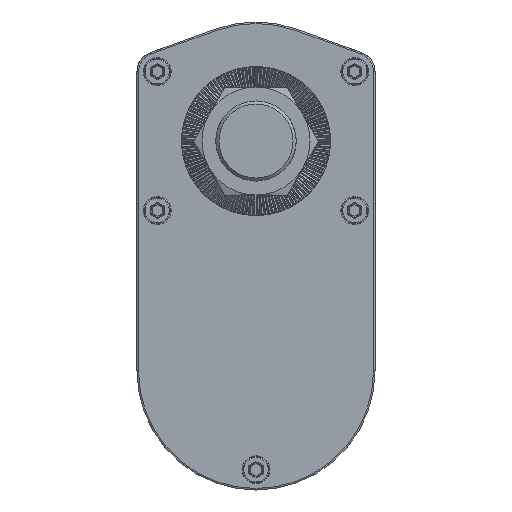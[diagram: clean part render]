
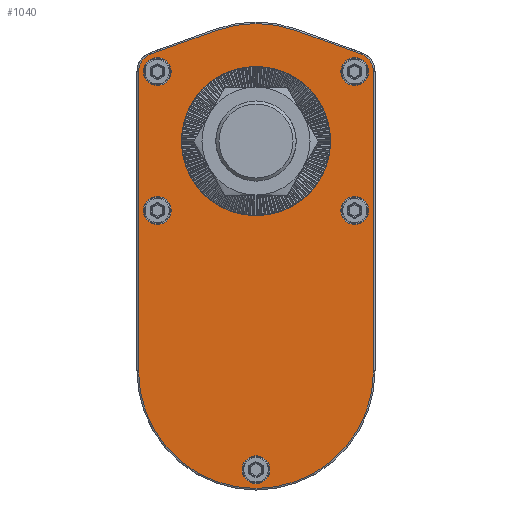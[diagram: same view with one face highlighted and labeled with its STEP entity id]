
A CAD part, front view. The second image highlights one B-rep face of the part: STEP entity #1040.
In plain terms, the highlighted planar face has unit normal (0, -1, 0).
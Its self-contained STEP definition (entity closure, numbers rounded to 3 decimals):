
#1040 = ADVANCED_FACE( '', ( #2895, #2896, #2897, #2898, #2899, #2900, #2901 ), #2902, .T. );
#2895 = FACE_BOUND( '', #5789, .T. );
#2896 = FACE_BOUND( '', #5790, .T. );
#2897 = FACE_BOUND( '', #5791, .T. );
#2898 = FACE_BOUND( '', #5792, .T. );
#2899 = FACE_BOUND( '', #5793, .T. );
#2900 = FACE_OUTER_BOUND( '', #5794, .T. );
#2901 = FACE_BOUND( '', #5795, .T. );
#2902 = PLANE( '', #5796 );
#5789 = EDGE_LOOP( '', ( #14400 ) );
#5790 = EDGE_LOOP( '', ( #14401 ) );
#5791 = EDGE_LOOP( '', ( #14402 ) );
#5792 = EDGE_LOOP( '', ( #14403 ) );
#5793 = EDGE_LOOP( '', ( #14404 ) );
#5794 = EDGE_LOOP( '', ( #14405, #14406, #14407, #14408, #14409, #14410, #14411, #14412 ) );
#5795 = EDGE_LOOP( '', ( #14413 ) );
#5796 = AXIS2_PLACEMENT_3D( '', #14414, #14415, #14416 );
#14400 = ORIENTED_EDGE( '', *, *, #21684, .T. );
#14401 = ORIENTED_EDGE( '', *, *, #21926, .T. );
#14402 = ORIENTED_EDGE( '', *, *, #21927, .T. );
#14403 = ORIENTED_EDGE( '', *, *, #21928, .T. );
#14404 = ORIENTED_EDGE( '', *, *, #21929, .T. );
#14405 = ORIENTED_EDGE( '', *, *, #21861, .T. );
#14406 = ORIENTED_EDGE( '', *, *, #21930, .T. );
#14407 = ORIENTED_EDGE( '', *, *, #21931, .T. );
#14408 = ORIENTED_EDGE( '', *, *, #21932, .T. );
#14409 = ORIENTED_EDGE( '', *, *, #21933, .T. );
#14410 = ORIENTED_EDGE( '', *, *, #21934, .T. );
#14411 = ORIENTED_EDGE( '', *, *, #21935, .T. );
#14412 = ORIENTED_EDGE( '', *, *, #21936, .T. );
#14413 = ORIENTED_EDGE( '', *, *, #21937, .F. );
#14414 = CARTESIAN_POINT( '', ( 0., 24.5, -74.5 ) );
#14415 = DIRECTION( '', ( 0., -1., 0. ) );
#14416 = DIRECTION( '', ( 0., 0., -1. ) );
#21684 = EDGE_CURVE( '', #24733, #24733, #24734, .T. );
#21861 = EDGE_CURVE( '', #25044, #25049, #25051, .T. );
#21926 = EDGE_CURVE( '', #25165, #25165, #25166, .T. );
#21927 = EDGE_CURVE( '', #25167, #25167, #25168, .T. );
#21928 = EDGE_CURVE( '', #25169, #25169, #25170, .T. );
#21929 = EDGE_CURVE( '', #25171, #25171, #25172, .T. );
#21930 = EDGE_CURVE( '', #25049, #25173, #25174, .T. );
#21931 = EDGE_CURVE( '', #25173, #25175, #25176, .T. );
#21932 = EDGE_CURVE( '', #25175, #25177, #25178, .T. );
#21933 = EDGE_CURVE( '', #25177, #25179, #25180, .T. );
#21934 = EDGE_CURVE( '', #25179, #25181, #25182, .T. );
#21935 = EDGE_CURVE( '', #25181, #25183, #25184, .T. );
#21936 = EDGE_CURVE( '', #25183, #25044, #25185, .T. );
#21937 = EDGE_CURVE( '', #25186, #25186, #25187, .T. );
#24733 = VERTEX_POINT( '', #29143 );
#24734 = CIRCLE( '', #29144, 4.5 );
#25044 = VERTEX_POINT( '', #29611 );
#25049 = VERTEX_POINT( '', #29616 );
#25051 = CIRCLE( '', #29618, 6.08 );
#25165 = VERTEX_POINT( '', #30104 );
#25166 = CIRCLE( '', #30105, 4.5 );
#25167 = VERTEX_POINT( '', #30106 );
#25168 = CIRCLE( '', #30107, 4.5 );
#25169 = VERTEX_POINT( '', #30108 );
#25170 = CIRCLE( '', #30109, 4.5 );
#25171 = VERTEX_POINT( '', #30110 );
#25172 = CIRCLE( '', #30111, 4.5 );
#25173 = VERTEX_POINT( '', #30112 );
#25174 = LINE( '', #30113, #30114 );
#25175 = VERTEX_POINT( '', #30115 );
#25176 = CIRCLE( '', #30116, 38.08 );
#25177 = VERTEX_POINT( '', #30117 );
#25178 = LINE( '', #30118, #30119 );
#25179 = VERTEX_POINT( '', #30120 );
#25180 = CIRCLE( '', #30121, 6.08 );
#25181 = VERTEX_POINT( '', #30122 );
#25182 = LINE( '', #30123, #30124 );
#25183 = VERTEX_POINT( '', #30125 );
#25184 = CIRCLE( '', #30126, 38.08 );
#25185 = LINE( '', #30127, #30128 );
#25186 = VERTEX_POINT( '', #30129 );
#25187 = CIRCLE( '', #30130, 24.1 );
#29143 = CARTESIAN_POINT( '', ( 32., 24.5, 18. ) );
#29144 = AXIS2_PLACEMENT_3D( '', #38475, #38476, #38477 );
#29611 = CARTESIAN_POINT( '', ( 38.08, 24.5, 22.46 ) );
#29616 = CARTESIAN_POINT( '', ( 34.067, 24.5, 28.178 ) );
#29618 = AXIS2_PLACEMENT_3D( '', #38699, #38700, #38701 );
#30104 = CARTESIAN_POINT( '', ( 32., 24.5, -27. ) );
#30105 = AXIS2_PLACEMENT_3D( '', #38789, #38790, #38791 );
#30106 = CARTESIAN_POINT( '', ( -32., 24.5, -27. ) );
#30107 = AXIS2_PLACEMENT_3D( '', #38792, #38793, #38794 );
#30108 = CARTESIAN_POINT( '', ( 0., 24.5, -111. ) );
#30109 = AXIS2_PLACEMENT_3D( '', #38795, #38796, #38797 );
#30110 = CARTESIAN_POINT( '', ( -32., 24.5, 18. ) );
#30111 = AXIS2_PLACEMENT_3D( '', #38798, #38799, #38800 );
#30112 = CARTESIAN_POINT( '', ( 12.944, 24.5, 35.813 ) );
#30113 = CARTESIAN_POINT( '', ( 36.76, 24.5, 27.204 ) );
#30114 = VECTOR( '', #38801, 1000. );
#30115 = CARTESIAN_POINT( '', ( -12.944, 24.5, 35.813 ) );
#30116 = AXIS2_PLACEMENT_3D( '', #38802, #38803, #38804 );
#30117 = CARTESIAN_POINT( '', ( -34.067, 24.5, 28.178 ) );
#30118 = CARTESIAN_POINT( '', ( -36.76, 24.5, 27.204 ) );
#30119 = VECTOR( '', #38805, 1000. );
#30120 = CARTESIAN_POINT( '', ( -38.08, 24.5, 22.46 ) );
#30121 = AXIS2_PLACEMENT_3D( '', #38806, #38807, #38808 );
#30122 = CARTESIAN_POINT( '', ( -38.08, 24.5, -74.5 ) );
#30123 = CARTESIAN_POINT( '', ( -38.08, 24.5, -74.5 ) );
#30124 = VECTOR( '', #38809, 1000. );
#30125 = CARTESIAN_POINT( '', ( 38.08, 24.5, -74.5 ) );
#30126 = AXIS2_PLACEMENT_3D( '', #38810, #38811, #38812 );
#30127 = CARTESIAN_POINT( '', ( 38.08, 24.5, -74.5 ) );
#30128 = VECTOR( '', #38813, 1000. );
#30129 = CARTESIAN_POINT( '', ( 0., 24.5, -24.1 ) );
#30130 = AXIS2_PLACEMENT_3D( '', #38814, #38815, #38816 );
#38475 = CARTESIAN_POINT( '', ( 32., 24.5, 22.5 ) );
#38476 = DIRECTION( '', ( 0., 1., 0. ) );
#38477 = DIRECTION( '', ( 0., 0., -1. ) );
#38699 = CARTESIAN_POINT( '', ( 32., 24.5, 22.46 ) );
#38700 = DIRECTION( '', ( 0., -1., 0. ) );
#38701 = DIRECTION( '', ( 0., 0., -1. ) );
#38789 = CARTESIAN_POINT( '', ( 32., 24.5, -22.5 ) );
#38790 = DIRECTION( '', ( 0., 1., 0. ) );
#38791 = DIRECTION( '', ( 0., 0., -1. ) );
#38792 = CARTESIAN_POINT( '', ( -32., 24.5, -22.5 ) );
#38793 = DIRECTION( '', ( 0., 1., 0. ) );
#38794 = DIRECTION( '', ( 0., 0., -1. ) );
#38795 = CARTESIAN_POINT( '', ( 0., 24.5, -106.5 ) );
#38796 = DIRECTION( '', ( 0., 1., 0. ) );
#38797 = DIRECTION( '', ( 0., 0., -1. ) );
#38798 = CARTESIAN_POINT( '', ( -32., 24.5, 22.5 ) );
#38799 = DIRECTION( '', ( 0., 1., 0. ) );
#38800 = DIRECTION( '', ( 0., 0., -1. ) );
#38801 = DIRECTION( '', ( -0.94, 0., 0.34 ) );
#38802 = CARTESIAN_POINT( '', ( 0., 24.5, 0. ) );
#38803 = DIRECTION( '', ( 0., -1., 0. ) );
#38804 = DIRECTION( '', ( 0., 0., -1. ) );
#38805 = DIRECTION( '', ( -0.94, 0., -0.34 ) );
#38806 = CARTESIAN_POINT( '', ( -32., 24.5, 22.46 ) );
#38807 = DIRECTION( '', ( 0., -1., 0. ) );
#38808 = DIRECTION( '', ( 0., 0., -1. ) );
#38809 = DIRECTION( '', ( 0., 0., -1. ) );
#38810 = CARTESIAN_POINT( '', ( 0., 24.5, -74.5 ) );
#38811 = DIRECTION( '', ( 0., -1., 0. ) );
#38812 = DIRECTION( '', ( 0., 0., -1. ) );
#38813 = DIRECTION( '', ( 0., 0., 1. ) );
#38814 = CARTESIAN_POINT( '', ( 0., 24.5, 0. ) );
#38815 = DIRECTION( '', ( 0., -1., 0. ) );
#38816 = DIRECTION( '', ( 0., 0., -1. ) );
